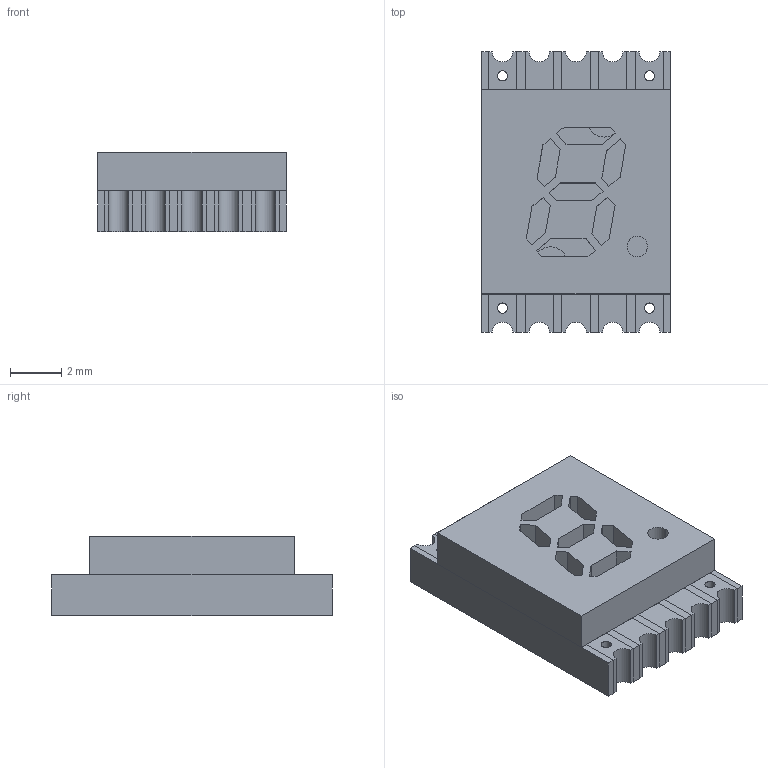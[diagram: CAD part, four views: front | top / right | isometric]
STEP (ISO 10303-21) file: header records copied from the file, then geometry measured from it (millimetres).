
FILE_DESCRIPTION (( 'STEP AP203' ), '1' );
FILE_NAME ('DSM7UA2010X.STEP', '2019-06-13T16:08:23', ( '' ), ( '' ), 'SwSTEP 2.0', 'SolidWorks 2018', '' );
FILE_SCHEMA (( 'CONFIG_CONTROL_DESIGN' ));
Length unit declared in the file: inch
Products named in the file (5): S2012PCB.3.STEP; S2012___r.STEP; DSM7UA2010X; S2012PCB.2.STEP; S2012PCB.1.STEP
Assembly tree (4 placements, depth 2):
  DSM7UA2010X
    S2012PCB.1.STEP
    S2012PCB.2.STEP
    S2012PCB.3.STEP
    S2012___r.STEP
Bounding box: 7.4 x 11 x 3.1 mm (x, y, z)
Volume: 201.1 mm3; surface area: 588.5 mm2
Topology: 14 solids, 14 shells, 196 faces, 504 edges, 336 vertices
Faces by surface type: plane 168, cylinder 28
Entity records: 6453 total; most frequent: CARTESIAN_POINT 1043, ORIENTED_EDGE 1008, DIRECTION 966, EDGE_CURVE 504, LINE 448, VECTOR 448, VERTEX_POINT 336, AXIS2_PLACEMENT_3D 259
